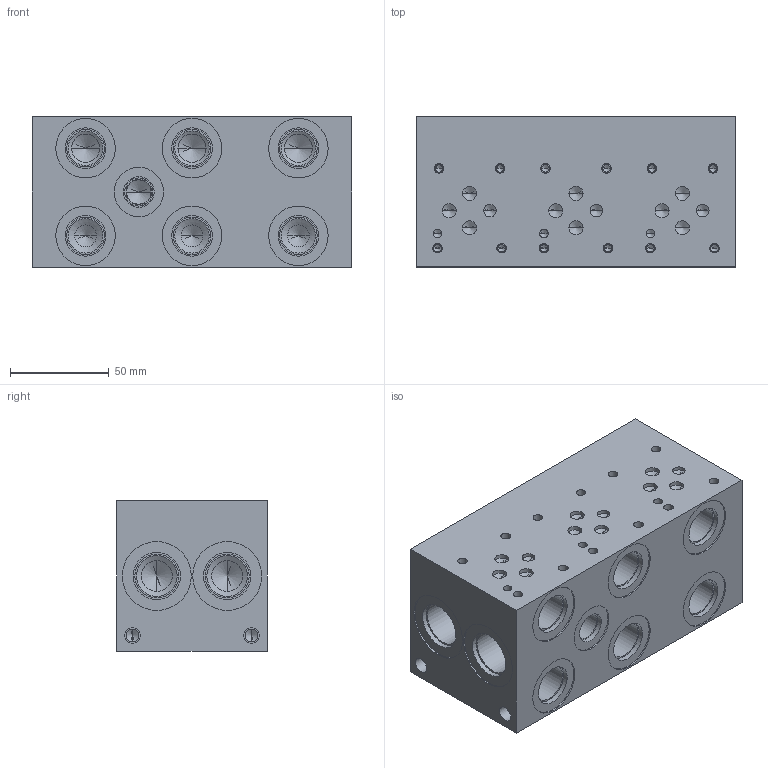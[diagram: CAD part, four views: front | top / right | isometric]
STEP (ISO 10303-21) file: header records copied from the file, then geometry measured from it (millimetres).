
FILE_DESCRIPTION((''),'2;1');
FILE_NAME('AD03P032S.stp','2008-08-27T14:02:48',('tomw'),(''),'Autodesk Inventor 2009','Autodesk Inventor 2009','');
FILE_SCHEMA(('AUTOMOTIVE_DESIGN { 1 0 10303 214 1 1 1 1 }'));
Length unit declared in the file: inch
Products named in the file (1): AD03P032S
Bounding box: 161.93 x 76.2 x 76.2 mm (x, y, z)
Volume: 823422.4 mm3; surface area: 90033 mm2
Topology: 1 solids, 1 shells, 252 faces, 539 edges, 296 vertices
Faces by surface type: cylinder 102, cone 95, plane 55
Full cylindrical faces by diameter (mm): 3.785 x12, 4.369 x3, 4.826 x12, 6.35 x3, 6.528 x4, 7.137 x9, 7.95 x4, 11.125 x3, 12.294 x1, 12.903 x1, 14.275 x3, 14.288 x1, 15.596 x1, 15.672 x4, 17.475 x6, 19.05 x6, 20.599 x6, 20.625 x4, 22.225 x4, 23.927 x4, 25.019 x1, 30.175 x6, 34.925 x4
Entity records: 5692 total; most frequent: DIRECTION 1094, CARTESIAN_POINT 891, ORIENTED_EDGE 684, AXIS2_PLACEMENT_3D 499, EDGE_LOOP 456, EDGE_CURVE 342, VERTEX_POINT 296, FACE_OUTER_BOUND 252
